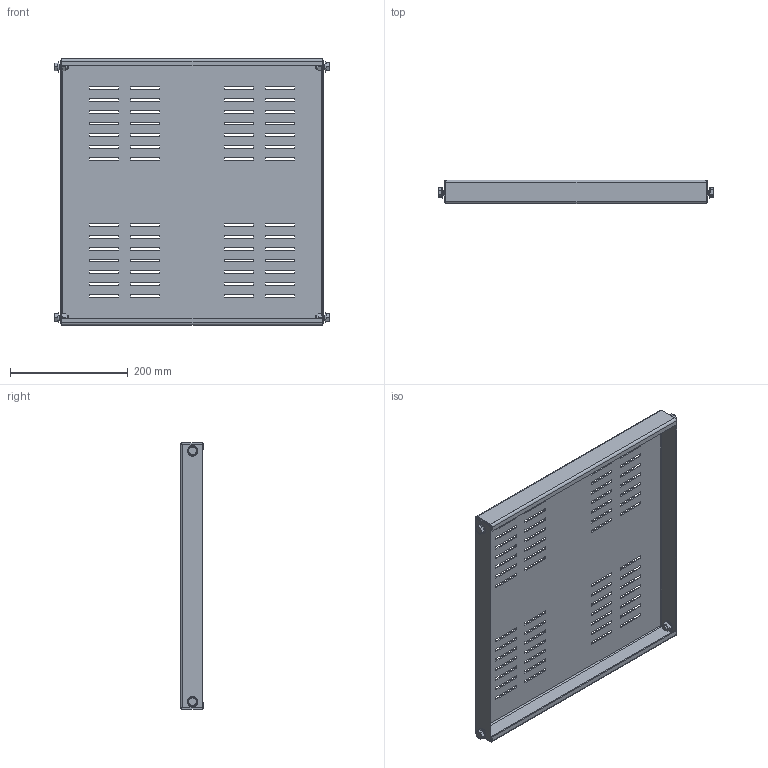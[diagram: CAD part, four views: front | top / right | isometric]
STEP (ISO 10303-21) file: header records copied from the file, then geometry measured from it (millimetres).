
FILE_DESCRIPTION (( 'STEP AP203' ), '1' );
FILE_NAME ('R5RFCIT80.STEP', '2014-04-04T10:14:23', ( 'admin' ), ( '' ), 'SwSTEP 2.0', 'SolidWorks 2013', '' );
FILE_SCHEMA (( 'CONFIG_CONTROL_DESIGN' ));
Length unit declared in the file: millimetre
Products named in the file (4): QB09C604_QB09C604; A0400005_A0400005; A3300003_A3300003; R5RFCIT80
Assembly tree (9 placements, depth 2):
  R5RFCIT80
    QB09C604_QB09C604
    A0400005_A0400005  x4
    A3300003_A3300003  x4
Bounding box: 469.2 x 40 x 453 mm (x, y, z)
Volume: 532878.2 mm3; surface area: 546287.3 mm2
Topology: 9 solids, 9 shells, 714 faces, 1928 edges, 1240 vertices
Faces by surface type: plane 526, cone 112, cylinder 36, torus 32, bspline 8
Entity records: 13896 total; most frequent: CARTESIAN_POINT 2974, ORIENTED_EDGE 2188, DIRECTION 1994, EDGE_CURVE 1094, LINE 886, VECTOR 886, VERTEX_POINT 706, AXIS2_PLACEMENT_3D 554
